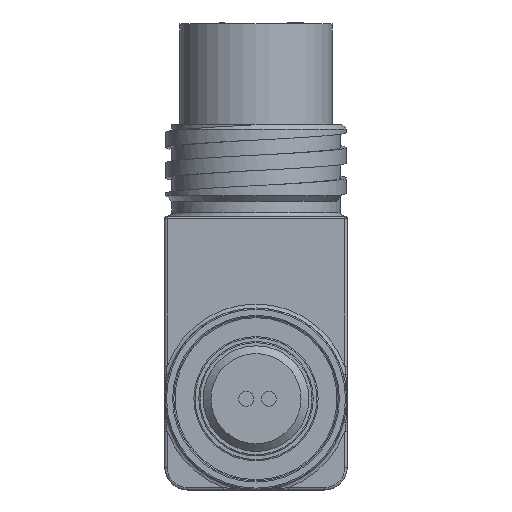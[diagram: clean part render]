
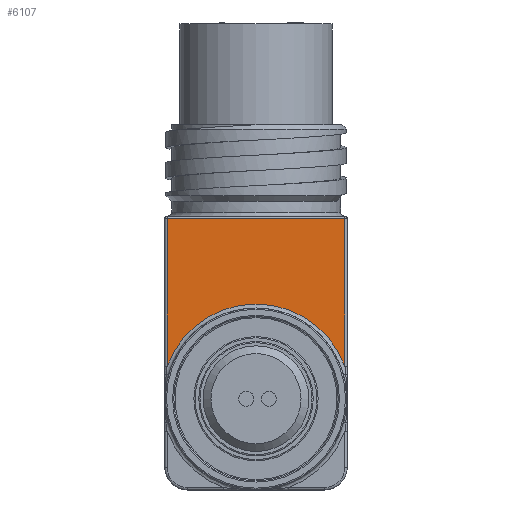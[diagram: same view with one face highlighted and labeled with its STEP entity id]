
A CAD part, front view. The second image highlights one B-rep face of the part: STEP entity #6107.
In plain terms, the highlighted planar face has unit normal (0, -1, 0).
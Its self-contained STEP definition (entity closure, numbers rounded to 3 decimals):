
#255=PLANE('',#6668);
#537=CIRCLE('',#6669,9.868);
#893=FACE_OUTER_BOUND('',#1247,.T.);
#1247=EDGE_LOOP('',(#4960,#4961,#4962,#4963));
#1642=LINE('',#18681,#1961);
#1643=LINE('',#18683,#1962);
#1644=LINE('',#18686,#1963);
#1961=VECTOR('',#7994,1000.);
#1962=VECTOR('',#7995,1000.);
#1963=VECTOR('',#7998,1000.);
#2690=VERTEX_POINT('',#18679);
#2691=VERTEX_POINT('',#18680);
#2692=VERTEX_POINT('',#18682);
#2693=VERTEX_POINT('',#18684);
#3491=EDGE_CURVE('',#2690,#2691,#1642,.T.);
#3492=EDGE_CURVE('',#2691,#2692,#1643,.T.);
#3493=EDGE_CURVE('',#2692,#2693,#537,.T.);
#3494=EDGE_CURVE('',#2693,#2690,#1644,.T.);
#4960=ORIENTED_EDGE('',*,*,#3491,.T.);
#4961=ORIENTED_EDGE('',*,*,#3492,.T.);
#4962=ORIENTED_EDGE('',*,*,#3493,.T.);
#4963=ORIENTED_EDGE('',*,*,#3494,.T.);
#6107=ADVANCED_FACE('',(#893),#255,.F.);
#6668=AXIS2_PLACEMENT_3D('',#18678,#7992,#7993);
#6669=AXIS2_PLACEMENT_3D('',#18685,#7996,#7997);
#7992=DIRECTION('center_axis',(0.,1.,0.));
#7993=DIRECTION('ref_axis',(1.,0.,0.));
#7994=DIRECTION('',(-1.,0.,0.));
#7995=DIRECTION('',(0.,0.,-1.));
#7996=DIRECTION('center_axis',(0.,1.,0.));
#7997=DIRECTION('ref_axis',(1.,0.,0.));
#7998=DIRECTION('',(0.,0.,1.));
#18678=CARTESIAN_POINT('Origin',(9.525,-19.05,19.05));
#18679=CARTESIAN_POINT('',(9.271,-19.05,9.271));
#18680=CARTESIAN_POINT('',(-9.271,-19.05,9.271));
#18681=CARTESIAN_POINT('',(-9.525,-19.05,9.271));
#18682=CARTESIAN_POINT('',(-9.271,-19.05,-6.145));
#18683=CARTESIAN_POINT('',(-9.271,-19.05,-6.946));
#18684=CARTESIAN_POINT('',(9.271,-19.05,-6.145));
#18685=CARTESIAN_POINT('Origin',(0.,-19.05,-9.525));
#18686=CARTESIAN_POINT('',(9.271,-19.05,19.05));
